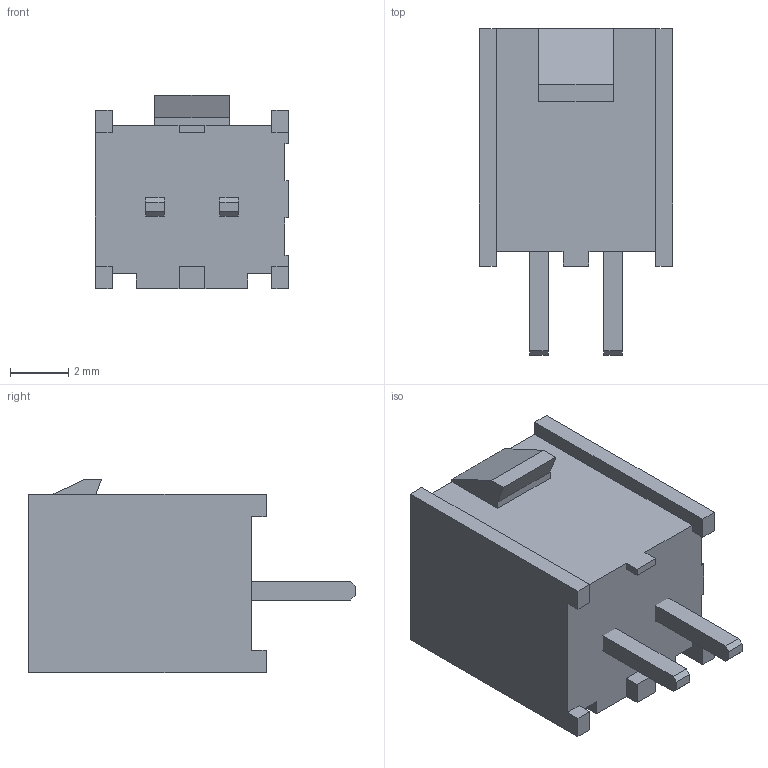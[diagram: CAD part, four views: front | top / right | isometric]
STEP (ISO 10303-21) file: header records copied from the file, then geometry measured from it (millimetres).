
FILE_DESCRIPTION(/* description */ ('STEP AP214'),/* implementation_level */ '2;1');
FILE_NAME(/* name */ 'IPL1-102-01-L-S-K',/* time_stamp */ '2024-03-19T21:35:57+01:00',/* author */ ('License CC BY-ND 4.0'),/* organization */ ('CADENAS'),/* preprocessor_version */ 'ST-DEVELOPER v19.3',/* originating_system */ 'PARTsolutions',/* authorisation */ ' ');
FILE_SCHEMA (('AUTOMOTIVE_DESIGN {1 0 10303 214 3 1 1}'));
Length unit declared in the file: inch
Products named in the file (4): IPL1-102-01-L-S-K; IPL1-102-01-S-K_HDR; T-1S64-01-02-L-S; T-1S64-01-02-L-S2
Assembly tree (3 placements, depth 2):
  IPL1-102-01-L-S-K
    IPL1-102-01-S-K_HDR
    T-1S64-01-02-L-S
    T-1S64-01-02-L-S2
Bounding box: 6.6 x 11.18 x 6.6 mm (x, y, z)
Volume: 215.2 mm3; surface area: 482 mm2
Topology: 3 solids, 3 shells, 89 faces, 246 edges, 164 vertices
Faces by surface type: plane 89
Entity records: 2885 total; most frequent: CARTESIAN_POINT 503, ORIENTED_EDGE 492, DIRECTION 432, EDGE_CURVE 246, LINE 246, VECTOR 246, VERTEX_POINT 164, AXIS2_PLACEMENT_3D 93
